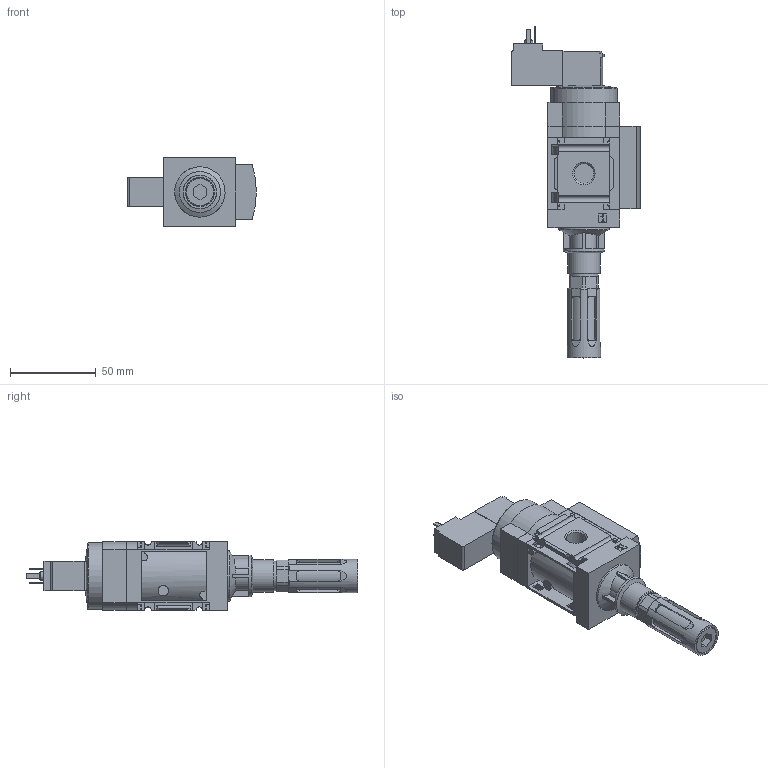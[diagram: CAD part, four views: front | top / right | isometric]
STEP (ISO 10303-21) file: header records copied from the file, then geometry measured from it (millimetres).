
FILE_DESCRIPTION(/* description */ ('STEP AP214'),/* implementation_level */ '2;1');
FILE_NAME(/* name */ '538719_MS4-EE-1_4-V110-S',/* time_stamp */ '2024-09-09T16:14:45+02:00',/* author */ ('License CC BY-ND 4.0'),/* organization */ ('CADENAS'),/* preprocessor_version */ 'ST-DEVELOPER v19.3',/* originating_system */ 'PARTsolutions',/* authorisation */ ' ');
FILE_SCHEMA (('MODEL_BASED_INTEGRATED_MANUFACTURING_SCHEMA','AP242_MANAGED_MODEL_BASED_3D_ENGINEERING_MIM_LF { 1 0 10303 442 3 1 4 }','AUTOMOTIVE_DESIGN {1 0 10303 214 3 1 1}'));
Length unit declared in the file: millimetre
Products named in the file (3): 538719 MS4-EE-1/4-V110-S; 527709 MS4-EE-1/4-V110-S-0D; 6842 U-1/4-B
Assembly tree (2 placements, depth 2):
  538719 MS4-EE-1/4-V110-S
    527709 MS4-EE-1/4-V110-S-0D
    6842 U-1/4-B
Bounding box: 75.2 x 193.9 x 40.2 mm (x, y, z)
Volume: 171123.8 mm3; surface area: 33977.3 mm2
Topology: 2 solids, 2 shells, 491 faces, 1296 edges, 836 vertices
Faces by surface type: plane 333, cylinder 112, cone 33, torus 12, sphere 1
Full cylindrical faces by diameter (mm): 2.013 x1, 2.5 x1, 3.8 x1, 5 x1, 5.5 x2, 5.8 x3, 6.1 x1, 7.8 x1, 9.8 x1, 11.445 x3, 13.157 x1, 17 x1, 18.85 x1, 19.5 x1, 24 x1, 29.4 x1, 39 x1
Entity records: 18405 total; most frequent: CARTESIAN_POINT 2967, ORIENTED_EDGE 2474, DIRECTION 2402, EDGE_CURVE 1237, LINE 864, VECTOR 864, VERTEX_POINT 824, AXIS2_PLACEMENT_3D 769
